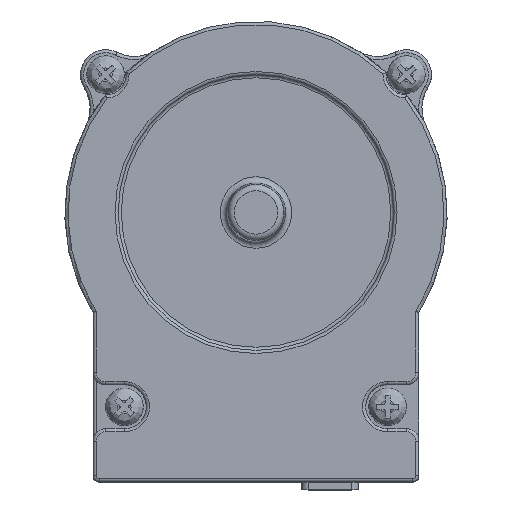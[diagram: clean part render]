
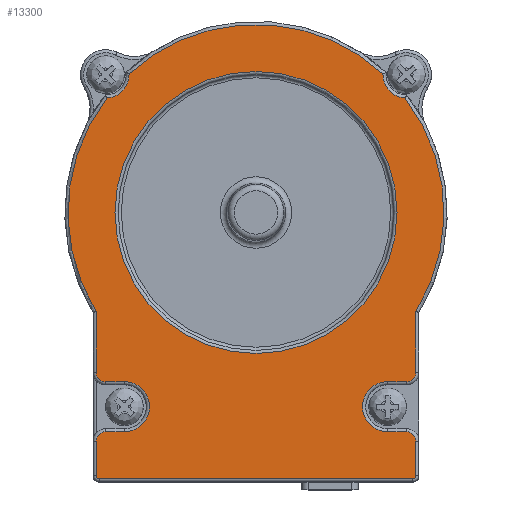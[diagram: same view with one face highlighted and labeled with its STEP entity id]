
A CAD part, top view. The second image highlights one B-rep face of the part: STEP entity #13300.
In plain terms, the highlighted planar face has unit normal (0, 0, 1).
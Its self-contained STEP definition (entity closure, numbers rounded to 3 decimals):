
#2663=CARTESIAN_POINT('',(22.5,0.,26.0));
#2664=VERTEX_POINT('',#2663);
#2665=CARTESIAN_POINT('',(0.,0.,26.0));
#2666=DIRECTION('',(0.0,0.0,1.0));
#2667=DIRECTION('',(-1.0,0.0,0.0));
#2668=AXIS2_PLACEMENT_3D('',#2665,#2666,#2667);
#2669=CIRCLE('',#2668,22.5);
#2670=EDGE_CURVE('',#2664,#2664,#2669,.T.);
#13101=CARTESIAN_POINT('',(0.,-31.822,26.0));
#13102=DIRECTION('',(0.0,0.0,1.0));
#13103=DIRECTION('',(1.0,0.0,0.0));
#13104=AXIS2_PLACEMENT_3D('',#13101,#13102,#13103);
#13105=PLANE('',#13104);
#13106=CARTESIAN_POINT('',(-25.5,-25.5,26.0));
#13107=VERTEX_POINT('',#13106);
#13108=CARTESIAN_POINT('',(-25.5,-15.803,26.0));
#13109=VERTEX_POINT('',#13108);
#13110=CARTESIAN_POINT('',(-25.5,-25.5,26.0));
#13111=DIRECTION('',(0.0,1.0,0.0));
#13112=VECTOR('',#13111,9.697);
#13113=LINE('',#13110,#13112);
#13114=EDGE_CURVE('',#13107,#13109,#13113,.T.);
#13115=ORIENTED_EDGE('',*,*,#13114,.F.);
#13116=CARTESIAN_POINT('',(-24.,-27.0,26.0));
#13117=VERTEX_POINT('',#13116);
#13118=CARTESIAN_POINT('',(-24.,-25.5,26.0));
#13119=DIRECTION('',(0.,0.,-1.));
#13120=DIRECTION('',(-0.707,-0.707,0.));
#13121=AXIS2_PLACEMENT_3D('',#13118,#13119,#13120);
#13122=CIRCLE('',#13121,1.5);
#13123=EDGE_CURVE('',#13117,#13107,#13122,.T.);
#13124=ORIENTED_EDGE('',*,*,#13123,.F.);
#13125=CARTESIAN_POINT('',(-21.0,-27.0,26.0));
#13126=VERTEX_POINT('',#13125);
#13127=CARTESIAN_POINT('',(-21.0,-27.0,26.0));
#13128=DIRECTION('',(-1.0,0.0,0.0));
#13129=VECTOR('',#13128,3.);
#13130=LINE('',#13127,#13129);
#13131=EDGE_CURVE('',#13126,#13117,#13130,.T.);
#13132=ORIENTED_EDGE('',*,*,#13131,.F.);
#13133=CARTESIAN_POINT('',(-21.0,-35.0,26.0));
#13134=VERTEX_POINT('',#13133);
#13135=CARTESIAN_POINT('',(-21.0,-31.0,26.0));
#13136=DIRECTION('',(0.0,0.0,1.0));
#13137=DIRECTION('',(1.0,0.0,0.0));
#13138=AXIS2_PLACEMENT_3D('',#13135,#13136,#13137);
#13139=CIRCLE('',#13138,4.0);
#13140=EDGE_CURVE('',#13134,#13126,#13139,.T.);
#13141=ORIENTED_EDGE('',*,*,#13140,.F.);
#13142=CARTESIAN_POINT('',(-24.,-35.0,26.0));
#13143=VERTEX_POINT('',#13142);
#13144=CARTESIAN_POINT('',(-24.,-35.0,26.0));
#13145=DIRECTION('',(1.0,0.0,0.0));
#13146=VECTOR('',#13145,3.);
#13147=LINE('',#13144,#13146);
#13148=EDGE_CURVE('',#13143,#13134,#13147,.T.);
#13149=ORIENTED_EDGE('',*,*,#13148,.F.);
#13150=CARTESIAN_POINT('',(-25.5,-36.5,26.0));
#13151=VERTEX_POINT('',#13150);
#13152=CARTESIAN_POINT('',(-24.,-36.5,26.0));
#13153=DIRECTION('',(0.,0.,-1.));
#13154=DIRECTION('',(-0.707,0.707,0.));
#13155=AXIS2_PLACEMENT_3D('',#13152,#13153,#13154);
#13156=CIRCLE('',#13155,1.5);
#13157=EDGE_CURVE('',#13151,#13143,#13156,.T.);
#13158=ORIENTED_EDGE('',*,*,#13157,.F.);
#13159=CARTESIAN_POINT('',(-25.5,-42.0,26.0));
#13160=VERTEX_POINT('',#13159);
#13161=CARTESIAN_POINT('',(-25.5,-42.0,26.0));
#13162=DIRECTION('',(0.0,1.0,0.0));
#13163=VECTOR('',#13162,5.5);
#13164=LINE('',#13161,#13163);
#13165=EDGE_CURVE('',#13160,#13151,#13164,.T.);
#13166=ORIENTED_EDGE('',*,*,#13165,.F.);
#13167=CARTESIAN_POINT('',(-25.0,-42.5,26.0));
#13168=VERTEX_POINT('',#13167);
#13169=CARTESIAN_POINT('',(-25.0,-42.0,26.0));
#13170=DIRECTION('',(0.,0.,-1.));
#13171=DIRECTION('',(-0.707,-0.707,0.));
#13172=AXIS2_PLACEMENT_3D('',#13169,#13170,#13171);
#13173=CIRCLE('',#13172,0.5);
#13174=EDGE_CURVE('',#13168,#13160,#13173,.T.);
#13175=ORIENTED_EDGE('',*,*,#13174,.F.);
#13176=CARTESIAN_POINT('',(25.0,-42.5,26.0));
#13177=VERTEX_POINT('',#13176);
#13178=CARTESIAN_POINT('',(25.0,-42.5,26.0));
#13179=DIRECTION('',(-1.0,0.0,0.0));
#13180=VECTOR('',#13179,50.0);
#13181=LINE('',#13178,#13180);
#13182=EDGE_CURVE('',#13177,#13168,#13181,.T.);
#13183=ORIENTED_EDGE('',*,*,#13182,.F.);
#13184=CARTESIAN_POINT('',(25.5,-42.0,26.0));
#13185=VERTEX_POINT('',#13184);
#13186=CARTESIAN_POINT('',(25.0,-42.0,26.0));
#13187=DIRECTION('',(0.,0.,-1.));
#13188=DIRECTION('',(0.707,-0.707,0.));
#13189=AXIS2_PLACEMENT_3D('',#13186,#13187,#13188);
#13190=CIRCLE('',#13189,0.5);
#13191=EDGE_CURVE('',#13185,#13177,#13190,.T.);
#13192=ORIENTED_EDGE('',*,*,#13191,.F.);
#13193=CARTESIAN_POINT('',(25.5,-36.5,26.0));
#13194=VERTEX_POINT('',#13193);
#13195=CARTESIAN_POINT('',(25.5,-36.5,26.0));
#13196=DIRECTION('',(0.0,-1.0,0.0));
#13197=VECTOR('',#13196,5.5);
#13198=LINE('',#13195,#13197);
#13199=EDGE_CURVE('',#13194,#13185,#13198,.T.);
#13200=ORIENTED_EDGE('',*,*,#13199,.F.);
#13201=CARTESIAN_POINT('',(24.,-35.0,26.0));
#13202=VERTEX_POINT('',#13201);
#13203=CARTESIAN_POINT('',(24.,-36.5,26.0));
#13204=DIRECTION('',(0.,0.,-1.));
#13205=DIRECTION('',(0.707,0.707,0.));
#13206=AXIS2_PLACEMENT_3D('',#13203,#13204,#13205);
#13207=CIRCLE('',#13206,1.5);
#13208=EDGE_CURVE('',#13202,#13194,#13207,.T.);
#13209=ORIENTED_EDGE('',*,*,#13208,.F.);
#13210=CARTESIAN_POINT('',(21.0,-35.0,26.0));
#13211=VERTEX_POINT('',#13210);
#13212=CARTESIAN_POINT('',(21.0,-35.0,26.0));
#13213=DIRECTION('',(1.0,0.0,0.0));
#13214=VECTOR('',#13213,3.);
#13215=LINE('',#13212,#13214);
#13216=EDGE_CURVE('',#13211,#13202,#13215,.T.);
#13217=ORIENTED_EDGE('',*,*,#13216,.F.);
#13218=CARTESIAN_POINT('',(21.0,-27.0,26.0));
#13219=VERTEX_POINT('',#13218);
#13220=CARTESIAN_POINT('',(21.0,-31.0,26.0));
#13221=DIRECTION('',(0.0,0.0,1.0));
#13222=DIRECTION('',(-1.0,0.0,0.0));
#13223=AXIS2_PLACEMENT_3D('',#13220,#13221,#13222);
#13224=CIRCLE('',#13223,4.0);
#13225=EDGE_CURVE('',#13219,#13211,#13224,.T.);
#13226=ORIENTED_EDGE('',*,*,#13225,.F.);
#13227=CARTESIAN_POINT('',(24.,-27.0,26.0));
#13228=VERTEX_POINT('',#13227);
#13229=CARTESIAN_POINT('',(24.,-27.0,26.0));
#13230=DIRECTION('',(-1.0,0.0,0.0));
#13231=VECTOR('',#13230,3.);
#13232=LINE('',#13229,#13231);
#13233=EDGE_CURVE('',#13228,#13219,#13232,.T.);
#13234=ORIENTED_EDGE('',*,*,#13233,.F.);
#13235=CARTESIAN_POINT('',(25.5,-25.5,26.0));
#13236=VERTEX_POINT('',#13235);
#13237=CARTESIAN_POINT('',(24.,-25.5,26.0));
#13238=DIRECTION('',(0.,0.,-1.));
#13239=DIRECTION('',(0.707,-0.707,0.));
#13240=AXIS2_PLACEMENT_3D('',#13237,#13238,#13239);
#13241=CIRCLE('',#13240,1.5);
#13242=EDGE_CURVE('',#13236,#13228,#13241,.T.);
#13243=ORIENTED_EDGE('',*,*,#13242,.F.);
#13244=CARTESIAN_POINT('',(25.5,-15.803,26.0));
#13245=VERTEX_POINT('',#13244);
#13246=CARTESIAN_POINT('',(25.5,-15.803,26.0));
#13247=DIRECTION('',(0.0,-1.0,0.0));
#13248=VECTOR('',#13247,9.697);
#13249=LINE('',#13246,#13248);
#13250=EDGE_CURVE('',#13245,#13236,#13249,.T.);
#13251=ORIENTED_EDGE('',*,*,#13250,.F.);
#13252=CARTESIAN_POINT('',(23.807,18.255,26.0));
#13253=VERTEX_POINT('',#13252);
#13254=CARTESIAN_POINT('',(0.,0.,26.0));
#13255=DIRECTION('',(0.,0.,-1.0));
#13256=DIRECTION('',(0.998,0.056,0.));
#13257=AXIS2_PLACEMENT_3D('',#13254,#13255,#13256);
#13258=CIRCLE('',#13257,30.);
#13259=EDGE_CURVE('',#13253,#13245,#13258,.T.);
#13260=ORIENTED_EDGE('',*,*,#13259,.F.);
#13261=CARTESIAN_POINT('',(20.252,22.132,26.0));
#13262=VERTEX_POINT('',#13261);
#13263=CARTESIAN_POINT('',(24.,22.0,26.0));
#13264=DIRECTION('',(0.,0.,1.));
#13265=DIRECTION('',(-0.737,-0.676,0.));
#13266=AXIS2_PLACEMENT_3D('',#13263,#13264,#13265);
#13267=CIRCLE('',#13266,3.75);
#13268=EDGE_CURVE('',#13262,#13253,#13267,.T.);
#13269=ORIENTED_EDGE('',*,*,#13268,.F.);
#13270=CARTESIAN_POINT('',(-20.252,22.132,26.0));
#13271=VERTEX_POINT('',#13270);
#13272=CARTESIAN_POINT('',(0.,0.,26.0));
#13273=DIRECTION('',(0.0,0.0,-1.0));
#13274=DIRECTION('',(0.0,1.0,0.0));
#13275=AXIS2_PLACEMENT_3D('',#13272,#13273,#13274);
#13276=CIRCLE('',#13275,30.);
#13277=EDGE_CURVE('',#13271,#13262,#13276,.T.);
#13278=ORIENTED_EDGE('',*,*,#13277,.F.);
#13279=CARTESIAN_POINT('',(-23.807,18.255,26.0));
#13280=VERTEX_POINT('',#13279);
#13281=CARTESIAN_POINT('',(-24.,22.0,26.0));
#13282=DIRECTION('',(0.,0.,1.0));
#13283=DIRECTION('',(0.737,-0.676,0.));
#13284=AXIS2_PLACEMENT_3D('',#13281,#13282,#13283);
#13285=CIRCLE('',#13284,3.75);
#13286=EDGE_CURVE('',#13280,#13271,#13285,.T.);
#13287=ORIENTED_EDGE('',*,*,#13286,.F.);
#13288=CARTESIAN_POINT('',(0.,0.,26.0));
#13289=DIRECTION('',(0.,0.,-1.));
#13290=DIRECTION('',(-0.998,0.056,0.));
#13291=AXIS2_PLACEMENT_3D('',#13288,#13289,#13290);
#13292=CIRCLE('',#13291,30.);
#13293=EDGE_CURVE('',#13109,#13280,#13292,.T.);
#13294=ORIENTED_EDGE('',*,*,#13293,.F.);
#13295=EDGE_LOOP('',(#13115,#13124,#13132,#13141,#13149,#13158,#13166,#13175,#13183,#13192,#13200,#13209,#13217,#13226,#13234,#13243,#13251,#13260,#13269,#13278,#13287,#13294));
#13296=FACE_OUTER_BOUND('',#13295,.T.);
#13297=ORIENTED_EDGE('',*,*,#2670,.F.);
#13298=EDGE_LOOP('',(#13297));
#13299=FACE_BOUND('',#13298,.T.);
#13300=ADVANCED_FACE('',(#13296,#13299),#13105,.T.);
